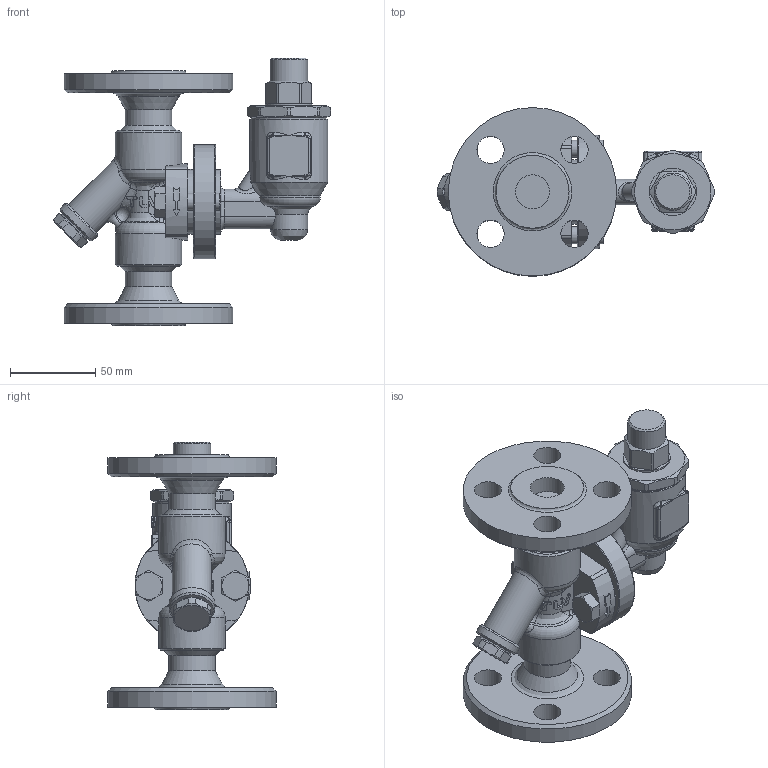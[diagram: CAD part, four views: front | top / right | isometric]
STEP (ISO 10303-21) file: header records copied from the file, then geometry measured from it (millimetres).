
FILE_DESCRIPTION((''),'2;1');
FILE_NAME('fx100-020-a0150-00.stp','2010-07-21T13:36:20',('nakaot'),(''),'Autodesk Inventor 2008','Autodesk Inventor 2008','');
FILE_SCHEMA(('AUTOMOTIVE_DESIGN { 1 0 10303 214 1 1 1 1 }'));
Length unit declared in the file: millimetre
Products named in the file (1): fx100-020-a0150-00
Bounding box: 162.88 x 99 x 157.5 mm (x, y, z)
Volume: 493814.3 mm3; surface area: 87293.8 mm2
Topology: 1 solids, 1 shells, 362 faces, 907 edges, 562 vertices
Faces by surface type: bspline 130, plane 101, cylinder 93, cone 25, torus 13
Full cylindrical faces by diameter (mm): 10 x2, 10.5 x1, 16 x4, 20 x1, 21 x1, 22 x2, 23 x1, 27 x1, 27.2 x1, 27.8 x1, 38 x2, 39 x2, 44 x1, 46 x1, 67 x1, 99 x1
Entity records: 22064 total; most frequent: CARTESIAN_POINT 14551, ORIENTED_EDGE 1642, DIRECTION 1321, EDGE_CURVE 821, AXIS2_PLACEMENT_3D 545, VERTEX_POINT 544, EDGE_LOOP 465, FACE_OUTER_BOUND 362
